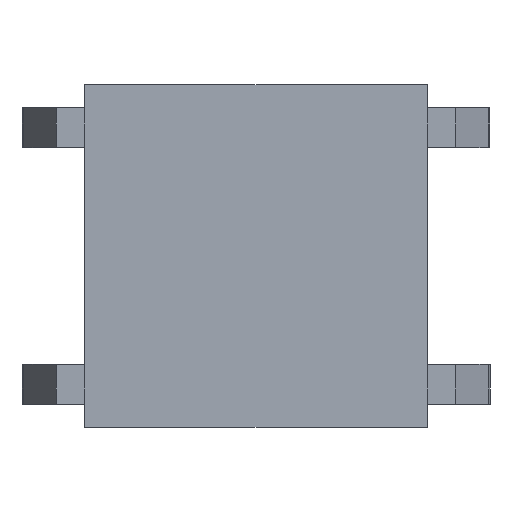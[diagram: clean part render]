
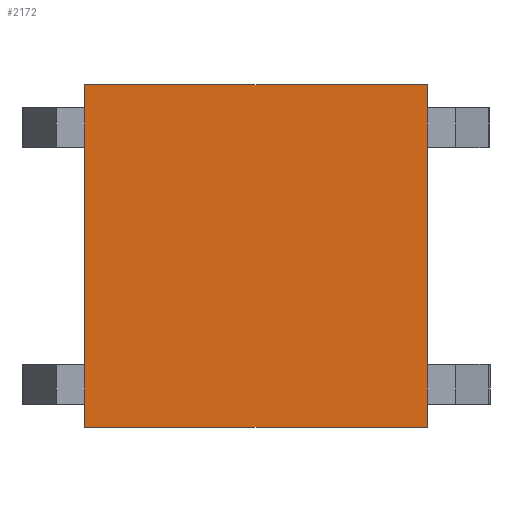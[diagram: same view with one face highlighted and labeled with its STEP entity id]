
A CAD part, front view. The second image highlights one B-rep face of the part: STEP entity #2172.
In plain terms, the highlighted planar face has unit normal (0, -1, 0).
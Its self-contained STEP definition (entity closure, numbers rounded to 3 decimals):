
#66 = DIRECTION ( 'NONE',  ( 0., 0., -1. ) ) ;
#85 = CARTESIAN_POINT ( 'NONE',  ( -3., 0., 0. ) ) ;
#106 = DIRECTION ( 'NONE',  ( 0., 0., 1. ) ) ;
#139 = CARTESIAN_POINT ( 'NONE',  ( -3., 0., 0. ) ) ;
#162 = VERTEX_POINT ( 'NONE', #1785 ) ;
#172 = LINE ( 'NONE', #1393, #559 ) ;
#201 = VECTOR ( 'NONE', #920, 1000. ) ;
#215 = CARTESIAN_POINT ( 'NONE',  ( -3., 0., -2.6 ) ) ;
#241 = PLANE ( 'NONE',  #1075 ) ;
#252 = CARTESIAN_POINT ( 'NONE',  ( 3., 0., 0. ) ) ;
#256 = EDGE_LOOP ( 'NONE', ( #2127, #1717, #719, #1446, #2224, #1233, #608, #2476, #266, #1919, #418, #1799 ) ) ;
#266 = ORIENTED_EDGE ( 'NONE', *, *, #2266, .F. ) ;
#267 = DIRECTION ( 'NONE',  ( 0., 0., 1. ) ) ;
#281 = EDGE_CURVE ( 'NONE', #1690, #1249, #1251, .T. ) ;
#289 = LINE ( 'NONE', #497, #324 ) ;
#295 = LINE ( 'NONE', #139, #1719 ) ;
#300 = LINE ( 'NONE', #2487, #201 ) ;
#324 = VECTOR ( 'NONE', #106, 1000. ) ;
#335 = VECTOR ( 'NONE', #1083, 1000. ) ;
#336 = CARTESIAN_POINT ( 'NONE',  ( 3., 0., 2.6 ) ) ;
#418 = ORIENTED_EDGE ( 'NONE', *, *, #2012, .T. ) ;
#431 = CARTESIAN_POINT ( 'NONE',  ( 3., 0., -2.6 ) ) ;
#497 = CARTESIAN_POINT ( 'NONE',  ( 3., 0., 0. ) ) ;
#505 = LINE ( 'NONE', #741, #586 ) ;
#559 = VECTOR ( 'NONE', #2583, 1000. ) ;
#586 = VECTOR ( 'NONE', #1306, 1000. ) ;
#608 = ORIENTED_EDGE ( 'NONE', *, *, #1151, .F. ) ;
#645 = FACE_OUTER_BOUND ( 'NONE', #256, .T. ) ;
#687 = VECTOR ( 'NONE', #2599, 1000. ) ;
#694 = VERTEX_POINT ( 'NONE', #431 ) ;
#719 = ORIENTED_EDGE ( 'NONE', *, *, #1026, .F. ) ;
#727 = CARTESIAN_POINT ( 'NONE',  ( 3., 0., 0. ) ) ;
#728 = VECTOR ( 'NONE', #1290, 1000. ) ;
#741 = CARTESIAN_POINT ( 'NONE',  ( -3., 0., 1.9 ) ) ;
#773 = EDGE_CURVE ( 'NONE', #2399, #2496, #1885, .T. ) ;
#822 = CARTESIAN_POINT ( 'NONE',  ( 3., 0., 1.9 ) ) ;
#844 = DIRECTION ( 'NONE',  ( 0., 1., 0. ) ) ;
#857 = DIRECTION ( 'NONE',  ( 0., 0., 1. ) ) ;
#871 = LINE ( 'NONE', #215, #2107 ) ;
#899 = CARTESIAN_POINT ( 'NONE',  ( -3., 0., -3. ) ) ;
#920 = DIRECTION ( 'NONE',  ( 0., 0., -1. ) ) ;
#997 = VECTOR ( 'NONE', #66, 1000. ) ;
#1007 = CARTESIAN_POINT ( 'NONE',  ( -3., 0., 3. ) ) ;
#1026 = EDGE_CURVE ( 'NONE', #2496, #162, #871, .T. ) ;
#1075 = AXIS2_PLACEMENT_3D ( 'NONE', #1843, #844, #857 ) ;
#1083 = DIRECTION ( 'NONE',  ( 0., 0., 1. ) ) ;
#1092 = CARTESIAN_POINT ( 'NONE',  ( 3., 0., -3. ) ) ;
#1111 = CARTESIAN_POINT ( 'NONE',  ( -3., 0., 0. ) ) ;
#1151 = EDGE_CURVE ( 'NONE', #1690, #694, #300, .T. ) ;
#1183 = EDGE_CURVE ( 'NONE', #1391, #1273, #289, .T. ) ;
#1215 = CARTESIAN_POINT ( 'NONE',  ( 3., 0., -1.9 ) ) ;
#1233 = ORIENTED_EDGE ( 'NONE', *, *, #1542, .T. ) ;
#1249 = VERTEX_POINT ( 'NONE', #1284 ) ;
#1251 = LINE ( 'NONE', #252, #1890 ) ;
#1263 = DIRECTION ( 'NONE',  ( 0., 0., 1. ) ) ;
#1273 = VERTEX_POINT ( 'NONE', #2517 ) ;
#1284 = CARTESIAN_POINT ( 'NONE',  ( 3., 0., 1.9 ) ) ;
#1290 = DIRECTION ( 'NONE',  ( 0., 0., 1. ) ) ;
#1294 = VECTOR ( 'NONE', #1321, 1000. ) ;
#1306 = DIRECTION ( 'NONE',  ( 0., 0., 1. ) ) ;
#1321 = DIRECTION ( 'NONE',  ( 0., 0., 1. ) ) ;
#1351 = EDGE_CURVE ( 'NONE', #2452, #1582, #295, .T. ) ;
#1354 = EDGE_CURVE ( 'NONE', #1927, #2452, #505, .T. ) ;
#1391 = VERTEX_POINT ( 'NONE', #336 ) ;
#1393 = CARTESIAN_POINT ( 'NONE',  ( 0., 0., 3. ) ) ;
#1411 = EDGE_CURVE ( 'NONE', #162, #1927, #1903, .T. ) ;
#1446 = ORIENTED_EDGE ( 'NONE', *, *, #773, .F. ) ;
#1531 = DIRECTION ( 'NONE',  ( 0., 0., 1. ) ) ;
#1542 = EDGE_CURVE ( 'NONE', #2407, #694, #2492, .T. ) ;
#1553 = CARTESIAN_POINT ( 'NONE',  ( -3., 0., 1.9 ) ) ;
#1556 = LINE ( 'NONE', #1762, #687 ) ;
#1582 = VERTEX_POINT ( 'NONE', #1007 ) ;
#1690 = VERTEX_POINT ( 'NONE', #1215 ) ;
#1717 = ORIENTED_EDGE ( 'NONE', *, *, #1411, .F. ) ;
#1719 = VECTOR ( 'NONE', #1531, 1000. ) ;
#1762 = CARTESIAN_POINT ( 'NONE',  ( 0., 0., -3. ) ) ;
#1785 = CARTESIAN_POINT ( 'NONE',  ( -3., 0., -1.9 ) ) ;
#1799 = ORIENTED_EDGE ( 'NONE', *, *, #1351, .F. ) ;
#1843 = CARTESIAN_POINT ( 'NONE',  ( 0., 0., 0. ) ) ;
#1885 = LINE ( 'NONE', #85, #335 ) ;
#1890 = VECTOR ( 'NONE', #1263, 1000. ) ;
#1903 = LINE ( 'NONE', #1111, #1294 ) ;
#1919 = ORIENTED_EDGE ( 'NONE', *, *, #1183, .T. ) ;
#1927 = VERTEX_POINT ( 'NONE', #1553 ) ;
#1937 = CARTESIAN_POINT ( 'NONE',  ( -3., 0., 2.6 ) ) ;
#2012 = EDGE_CURVE ( 'NONE', #1273, #1582, #172, .T. ) ;
#2096 = CARTESIAN_POINT ( 'NONE',  ( -3., 0., -2.6 ) ) ;
#2107 = VECTOR ( 'NONE', #267, 1000. ) ;
#2127 = ORIENTED_EDGE ( 'NONE', *, *, #1354, .F. ) ;
#2172 = ADVANCED_FACE ( 'NONE', ( #645 ), #241, .F. ) ;
#2224 = ORIENTED_EDGE ( 'NONE', *, *, #2546, .F. ) ;
#2259 = LINE ( 'NONE', #822, #997 ) ;
#2266 = EDGE_CURVE ( 'NONE', #1391, #1249, #2259, .T. ) ;
#2399 = VERTEX_POINT ( 'NONE', #899 ) ;
#2407 = VERTEX_POINT ( 'NONE', #1092 ) ;
#2452 = VERTEX_POINT ( 'NONE', #1937 ) ;
#2476 = ORIENTED_EDGE ( 'NONE', *, *, #281, .T. ) ;
#2487 = CARTESIAN_POINT ( 'NONE',  ( 3., 0., -2.6 ) ) ;
#2492 = LINE ( 'NONE', #727, #728 ) ;
#2496 = VERTEX_POINT ( 'NONE', #2096 ) ;
#2517 = CARTESIAN_POINT ( 'NONE',  ( 3., 0., 3. ) ) ;
#2546 = EDGE_CURVE ( 'NONE', #2407, #2399, #1556, .T. ) ;
#2583 = DIRECTION ( 'NONE',  ( -1., 0., 0. ) ) ;
#2599 = DIRECTION ( 'NONE',  ( -1., 0., 0. ) ) ;
